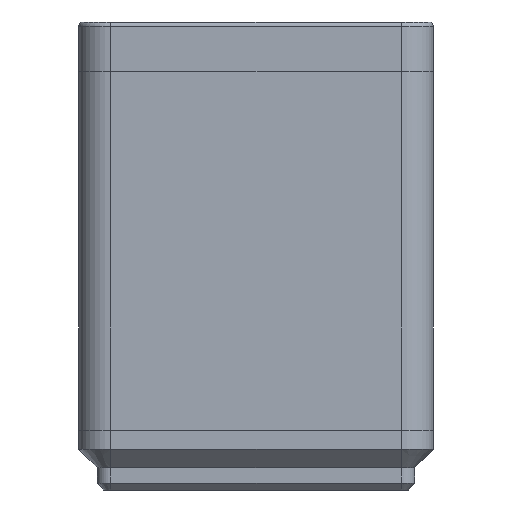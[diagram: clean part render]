
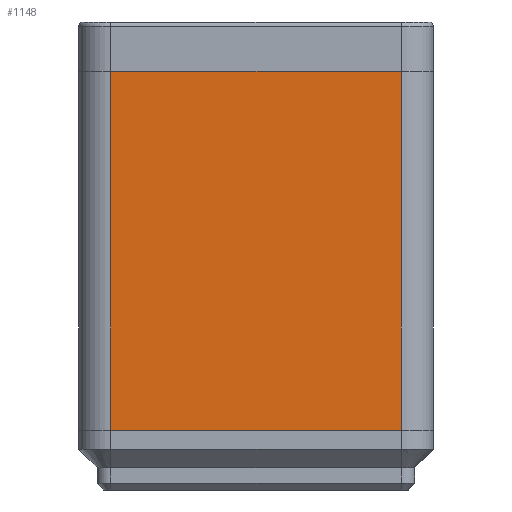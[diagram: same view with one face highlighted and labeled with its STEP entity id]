
A CAD part, front view. The second image highlights one B-rep face of the part: STEP entity #1148.
In plain terms, the highlighted planar face has unit normal (0, -1, 0).
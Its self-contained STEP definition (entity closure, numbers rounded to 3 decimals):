
#1148=ADVANCED_FACE('',(#2374),#2376,.F.);
#2374=FACE_BOUND('',#2375,.T.);
#2375=EDGE_LOOP('',(#3304,#3305,#3306,#3307));
#2376=PLANE('',#2377);
#2377=AXIS2_PLACEMENT_3D('',#2378,#2379,#2380);
#2378=CARTESIAN_POINT('',(0.,0.,0.));
#2379=DIRECTION('',(0.,1.,0.));
#2380=DIRECTION('',(-1.,0.,0.));
#3304=ORIENTED_EDGE('',*,*,#3801,.F.);
#3305=ORIENTED_EDGE('',*,*,#3802,.F.);
#3306=ORIENTED_EDGE('',*,*,#3803,.F.);
#3307=ORIENTED_EDGE('',*,*,#3778,.F.);
#3778=EDGE_CURVE('',#4442,#4444,#4445,.T.);
#3801=EDGE_CURVE('',#4485,#4442,#4487,.T.);
#3802=EDGE_CURVE('',#4488,#4485,#4489,.T.);
#3803=EDGE_CURVE('',#4444,#4488,#4490,.T.);
#4442=VERTEX_POINT('',#5968);
#4444=VERTEX_POINT('',#5973);
#4445=LINE('',#5974,#5975);
#4485=VERTEX_POINT('',#6059);
#4487=LINE('',#6064,#6065);
#4488=VERTEX_POINT('',#6067);
#4489=LINE('',#6068,#6069);
#4490=LINE('',#6071,#6072);
#5968=CARTESIAN_POINT('',(-17.,0.,21.));
#5973=CARTESIAN_POINT('',(17.,0.,21.));
#5974=CARTESIAN_POINT('',(-17.,0.,21.));
#5975=VECTOR('',#5976,1.);
#5976=DIRECTION('',(1.,0.,0.));
#6059=CARTESIAN_POINT('',(-17.,0.,-21.));
#6064=CARTESIAN_POINT('',(-17.,0.,-21.));
#6065=VECTOR('',#6066,1.);
#6066=DIRECTION('',(0.,0.,1.));
#6067=CARTESIAN_POINT('',(17.,0.,-21.));
#6068=CARTESIAN_POINT('',(17.,0.,-21.));
#6069=VECTOR('',#6070,1.);
#6070=DIRECTION('',(-1.,0.,0.));
#6071=CARTESIAN_POINT('',(17.,0.,21.));
#6072=VECTOR('',#6073,1.);
#6073=DIRECTION('',(0.,0.,-1.));
